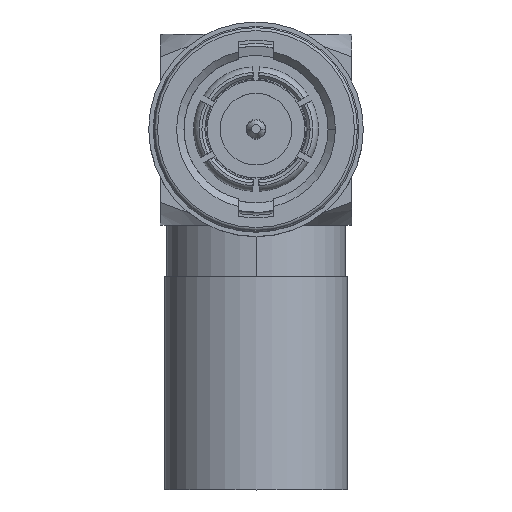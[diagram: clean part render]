
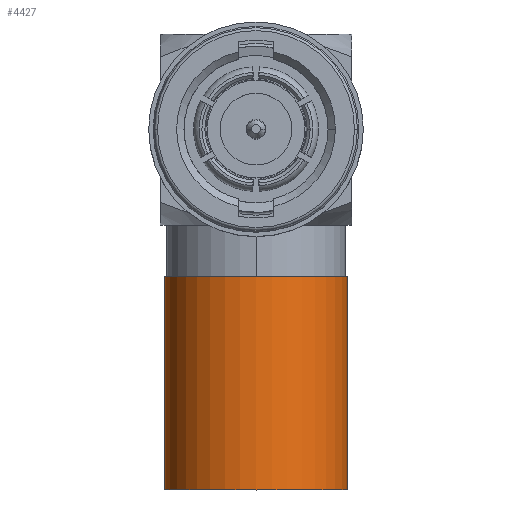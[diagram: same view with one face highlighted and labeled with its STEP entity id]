
A CAD part, top view. The second image highlights one B-rep face of the part: STEP entity #4427.
In plain terms, the highlighted cylindrical face has radius 6.225 mm (diameter 12.45 mm), a partial arc.
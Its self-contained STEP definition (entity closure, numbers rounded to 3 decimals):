
#564 = CARTESIAN_POINT ( 'NONE',  ( 6.225, -10., -23.2 ) ) ;
#1305 = CARTESIAN_POINT ( 'NONE',  ( 6.225, -8.59, -23.2 ) ) ;
#1475 = DIRECTION ( 'NONE',  ( 1., 0., 0. ) ) ;
#1617 = FACE_OUTER_BOUND ( 'NONE', #1888, .T. ) ;
#1888 = EDGE_LOOP ( 'NONE', ( #7436, #4871, #15819, #2353 ) ) ;
#1938 = CARTESIAN_POINT ( 'NONE',  ( -6.225, -24.5, -23.2 ) ) ;
#2321 = VERTEX_POINT ( 'NONE', #14296 ) ;
#2353 = ORIENTED_EDGE ( 'NONE', *, *, #12088, .F. ) ;
#2585 = CARTESIAN_POINT ( 'NONE',  ( 6.225, -24.5, -23.2 ) ) ;
#3099 = CARTESIAN_POINT ( 'NONE',  ( 0., -10., -23.2 ) ) ;
#4427 = ADVANCED_FACE ( 'NONE', ( #1617 ), #13429, .T. ) ;
#4871 = ORIENTED_EDGE ( 'NONE', *, *, #8615, .T. ) ;
#5621 = AXIS2_PLACEMENT_3D ( 'NONE', #3099, #16805, #7111 ) ;
#5650 = CARTESIAN_POINT ( 'NONE',  ( 0., -8.59, -23.2 ) ) ;
#5829 = LINE ( 'NONE', #11353, #12229 ) ;
#6604 = DIRECTION ( 'NONE',  ( 0., 1., 0. ) ) ;
#6639 = VERTEX_POINT ( 'NONE', #2585 ) ;
#7111 = DIRECTION ( 'NONE',  ( 1., 0., 0. ) ) ;
#7284 = CIRCLE ( 'NONE', #5621, 6.225 ) ;
#7436 = ORIENTED_EDGE ( 'NONE', *, *, #16899, .F. ) ;
#8348 = LINE ( 'NONE', #1305, #14776 ) ;
#8481 = EDGE_CURVE ( 'NONE', #6639, #12817, #8348, .T. ) ;
#8615 = EDGE_CURVE ( 'NONE', #10726, #6639, #13059, .T. ) ;
#8654 = DIRECTION ( 'NONE',  ( 0., 1., 0. ) ) ;
#9868 = DIRECTION ( 'NONE',  ( 0., 1., 0. ) ) ;
#10726 = VERTEX_POINT ( 'NONE', #1938 ) ;
#11020 = CARTESIAN_POINT ( 'NONE',  ( 0., -24.5, -23.2 ) ) ;
#11353 = CARTESIAN_POINT ( 'NONE',  ( -6.225, -8.59, -23.2 ) ) ;
#11975 = AXIS2_PLACEMENT_3D ( 'NONE', #11020, #16531, #1475 ) ;
#12088 = EDGE_CURVE ( 'NONE', #2321, #12817, #7284, .T. ) ;
#12229 = VECTOR ( 'NONE', #8654, 1000. ) ;
#12817 = VERTEX_POINT ( 'NONE', #564 ) ;
#13059 = CIRCLE ( 'NONE', #11975, 6.225 ) ;
#13429 = CYLINDRICAL_SURFACE ( 'NONE', #13659, 6.225 ) ;
#13659 = AXIS2_PLACEMENT_3D ( 'NONE', #5650, #9868, #15350 ) ;
#14296 = CARTESIAN_POINT ( 'NONE',  ( -6.225, -10., -23.2 ) ) ;
#14776 = VECTOR ( 'NONE', #6604, 1000. ) ;
#15350 = DIRECTION ( 'NONE',  ( 1., 0., 0. ) ) ;
#15819 = ORIENTED_EDGE ( 'NONE', *, *, #8481, .T. ) ;
#16531 = DIRECTION ( 'NONE',  ( 0., 1., 0. ) ) ;
#16805 = DIRECTION ( 'NONE',  ( 0., 1., 0. ) ) ;
#16899 = EDGE_CURVE ( 'NONE', #10726, #2321, #5829, .T. ) ;
